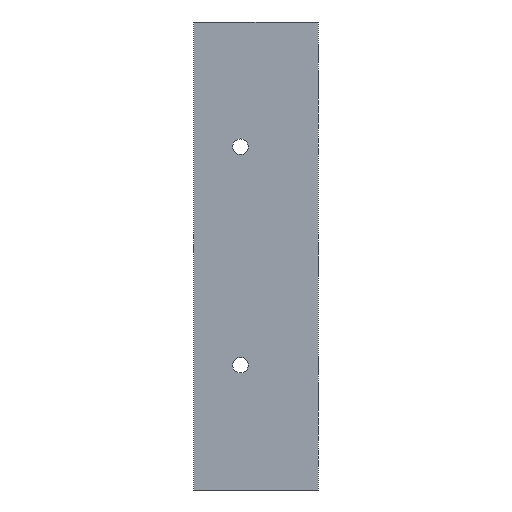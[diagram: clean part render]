
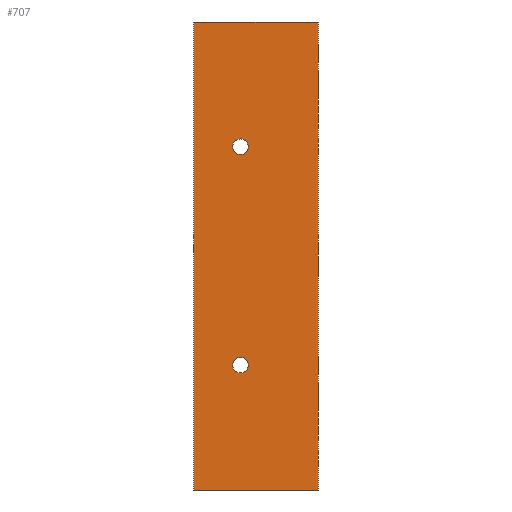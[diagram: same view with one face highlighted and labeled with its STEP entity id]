
A CAD part, front view. The second image highlights one B-rep face of the part: STEP entity #707.
In plain terms, the highlighted planar face has unit normal (0, -1, 0).
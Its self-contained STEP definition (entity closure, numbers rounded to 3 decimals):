
#30 = ORIENTED_EDGE ( 'NONE', *, *, #31, .F. ) ;
#31 = EDGE_CURVE ( 'NONE', #697, #696, #107, .T. ) ;
#32 = EDGE_CURVE ( 'NONE', #701, #700, #109, .T. ) ;
#33 = AXIS2_PLACEMENT_3D ( 'NONE', #676, #675, #670 ) ;
#54 = EDGE_CURVE ( 'NONE', #696, #697, #177, .T. ) ;
#55 = AXIS2_PLACEMENT_3D ( 'NONE', #671, #114, #115 ) ;
#100 = EDGE_LOOP ( 'NONE', ( #30, #834 ) ) ;
#107 = CIRCLE ( 'NONE', #33, 2.5 ) ;
#109 = CIRCLE ( 'NONE', #55, 2.5 ) ;
#114 = DIRECTION ( 'NONE',  ( 0., -1., 0. ) ) ;
#115 = DIRECTION ( 'NONE',  ( 0., 0., -1. ) ) ;
#129 = CARTESIAN_POINT ( 'NONE',  ( 40., 0., 0. ) ) ;
#177 = CIRCLE ( 'NONE', #764, 2.5 ) ;
#181 = CIRCLE ( 'NONE', #761, 2.5 ) ;
#183 = FACE_BOUND ( 'NONE', #100, .T. ) ;
#187 = FACE_BOUND ( 'NONE', #956, .T. ) ;
#189 = FACE_OUTER_BOUND ( 'NONE', #958, .T. ) ;
#215 = CARTESIAN_POINT ( 'NONE',  ( 15., 0., 110. ) ) ;
#217 = DIRECTION ( 'NONE',  ( 0., -1., 0. ) ) ;
#218 = DIRECTION ( 'NONE',  ( 0., 0., -1. ) ) ;
#225 = CARTESIAN_POINT ( 'NONE',  ( 15., 0., 40. ) ) ;
#227 = DIRECTION ( 'NONE',  ( 0., -1., 0. ) ) ;
#228 = DIRECTION ( 'NONE',  ( 0., 0., -1. ) ) ;
#236 = CARTESIAN_POINT ( 'NONE',  ( 0., 0., 0. ) ) ;
#237 = CARTESIAN_POINT ( 'NONE',  ( 0., 0., 150. ) ) ;
#239 = CARTESIAN_POINT ( 'NONE',  ( 40., 0., 150. ) ) ;
#267 = CARTESIAN_POINT ( 'NONE',  ( 15., 0., 112.5 ) ) ;
#268 = CARTESIAN_POINT ( 'NONE',  ( 15., 0., 107.5 ) ) ;
#271 = CARTESIAN_POINT ( 'NONE',  ( 15., 0., 42.5 ) ) ;
#272 = CARTESIAN_POINT ( 'NONE',  ( 15., 0., 37.5 ) ) ;
#286 = PLANE ( 'NONE',  #769 ) ;
#287 = CARTESIAN_POINT ( 'NONE',  ( 0., 0., 150. ) ) ;
#288 = DIRECTION ( 'NONE',  ( 0., 1., 0. ) ) ;
#289 = DIRECTION ( 'NONE',  ( 0., 0., 1. ) ) ;
#315 = CARTESIAN_POINT ( 'NONE',  ( 0., 0., 0. ) ) ;
#316 = DIRECTION ( 'NONE',  ( 1., 0., 0. ) ) ;
#317 = CARTESIAN_POINT ( 'NONE',  ( 0., 0., 150. ) ) ;
#318 = DIRECTION ( 'NONE',  ( 1., 0., 0. ) ) ;
#327 = LINE ( 'NONE', #317, #332 ) ;
#332 = VECTOR ( 'NONE', #318, 1000. ) ;
#334 = LINE ( 'NONE', #315, #335 ) ;
#335 = VECTOR ( 'NONE', #316, 1000. ) ;
#339 = LINE ( 'NONE', #360, #340 ) ;
#340 = VECTOR ( 'NONE', #361, 1000. ) ;
#341 = LINE ( 'NONE', #362, #342 ) ;
#342 = VECTOR ( 'NONE', #363, 1000. ) ;
#360 = CARTESIAN_POINT ( 'NONE',  ( 0., 0., 150. ) ) ;
#361 = DIRECTION ( 'NONE',  ( 0., 0., -1. ) ) ;
#362 = CARTESIAN_POINT ( 'NONE',  ( 40., 0., 150. ) ) ;
#363 = DIRECTION ( 'NONE',  ( 0., 0., -1. ) ) ;
#648 = EDGE_CURVE ( 'NONE', #700, #701, #181, .T. ) ;
#659 = VERTEX_POINT ( 'NONE', #236 ) ;
#660 = VERTEX_POINT ( 'NONE', #237 ) ;
#662 = VERTEX_POINT ( 'NONE', #129 ) ;
#663 = VERTEX_POINT ( 'NONE', #239 ) ;
#670 = DIRECTION ( 'NONE',  ( 0., 0., -1. ) ) ;
#671 = CARTESIAN_POINT ( 'NONE',  ( 15., 0., 40. ) ) ;
#675 = DIRECTION ( 'NONE',  ( 0., -1., 0. ) ) ;
#676 = CARTESIAN_POINT ( 'NONE',  ( 15., 0., 110. ) ) ;
#696 = VERTEX_POINT ( 'NONE', #267 ) ;
#697 = VERTEX_POINT ( 'NONE', #268 ) ;
#700 = VERTEX_POINT ( 'NONE', #271 ) ;
#701 = VERTEX_POINT ( 'NONE', #272 ) ;
#707 = ADVANCED_FACE ( 'NONE', ( #183, #187, #189 ), #286, .F. ) ;
#715 = EDGE_CURVE ( 'NONE', #659, #662, #334, .T. ) ;
#716 = EDGE_CURVE ( 'NONE', #660, #663, #327, .T. ) ;
#719 = EDGE_CURVE ( 'NONE', #660, #659, #339, .T. ) ;
#720 = EDGE_CURVE ( 'NONE', #663, #662, #341, .T. ) ;
#761 = AXIS2_PLACEMENT_3D ( 'NONE', #225, #227, #228 ) ;
#764 = AXIS2_PLACEMENT_3D ( 'NONE', #215, #217, #218 ) ;
#769 = AXIS2_PLACEMENT_3D ( 'NONE', #287, #288, #289 ) ;
#834 = ORIENTED_EDGE ( 'NONE', *, *, #54, .F. ) ;
#835 = ORIENTED_EDGE ( 'NONE', *, *, #32, .F. ) ;
#836 = ORIENTED_EDGE ( 'NONE', *, *, #648, .F. ) ;
#837 = ORIENTED_EDGE ( 'NONE', *, *, #715, .T. ) ;
#838 = ORIENTED_EDGE ( 'NONE', *, *, #720, .F. ) ;
#839 = ORIENTED_EDGE ( 'NONE', *, *, #716, .F. ) ;
#840 = ORIENTED_EDGE ( 'NONE', *, *, #719, .T. ) ;
#956 = EDGE_LOOP ( 'NONE', ( #835, #836 ) ) ;
#958 = EDGE_LOOP ( 'NONE', ( #837, #838, #839, #840 ) ) ;
